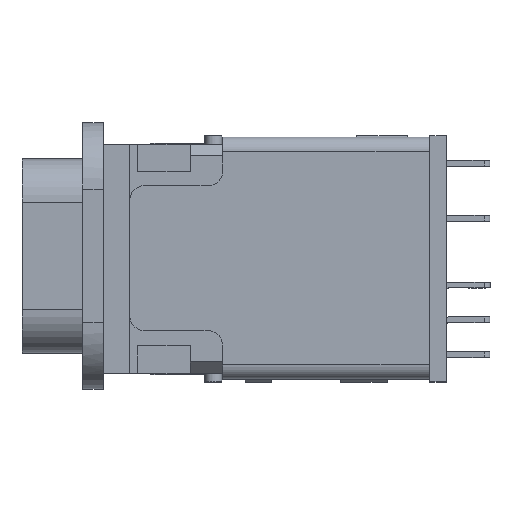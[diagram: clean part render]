
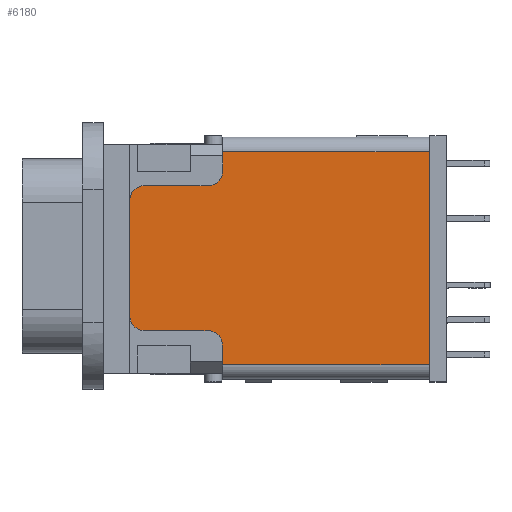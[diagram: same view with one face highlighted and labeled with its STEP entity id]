
A CAD part, top view. The second image highlights one B-rep face of the part: STEP entity #6180.
In plain terms, the highlighted planar face has unit normal (0, 0, 1).
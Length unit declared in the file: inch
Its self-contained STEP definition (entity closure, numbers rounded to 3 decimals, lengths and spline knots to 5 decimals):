
#534=FACE_OUTER_BOUND('',#858,.T.);
#858=EDGE_LOOP('',(#5271,#5272,#5273,#5274,#5275,#5276,#5277,#5278,#5279,
#5280,#5281,#5282));
#1059=CIRCLE('',#6624,0.01969);
#1061=CIRCLE('',#6628,0.01969);
#1063=CIRCLE('',#6632,0.01969);
#1079=CIRCLE('',#6664,0.01969);
#1675=LINE('',#9860,#2371);
#1679=LINE('',#9872,#2375);
#1683=LINE('',#9884,#2379);
#1688=LINE('',#9903,#2384);
#1723=LINE('',#10005,#2419);
#1724=LINE('',#10006,#2420);
#1725=LINE('',#10008,#2421);
#1726=LINE('',#10009,#2422);
#2371=VECTOR('',#8046,39.37008);
#2375=VECTOR('',#8058,39.37008);
#2379=VECTOR('',#8070,39.37008);
#2384=VECTOR('',#8087,39.37008);
#2419=VECTOR('',#8182,39.37008);
#2420=VECTOR('',#8183,39.37008);
#2421=VECTOR('',#8184,39.37008);
#2422=VECTOR('',#8185,39.37008);
#2977=VERTEX_POINT('',#9854);
#2979=VERTEX_POINT('',#9858);
#2980=VERTEX_POINT('',#9862);
#2983=VERTEX_POINT('',#9869);
#2984=VERTEX_POINT('',#9874);
#2987=VERTEX_POINT('',#9881);
#2988=VERTEX_POINT('',#9886);
#2995=VERTEX_POINT('',#9902);
#3026=VERTEX_POINT('',#9999);
#3027=VERTEX_POINT('',#10003);
#3028=VERTEX_POINT('',#10004);
#3029=VERTEX_POINT('',#10007);
#3780=EDGE_CURVE('',#2979,#2977,#1675,.T.);
#3783=EDGE_CURVE('',#2980,#2977,#1059,.T.);
#3786=EDGE_CURVE('',#2980,#2983,#1679,.T.);
#3789=EDGE_CURVE('',#2984,#2983,#1061,.T.);
#3792=EDGE_CURVE('',#2984,#2987,#1683,.T.);
#3795=EDGE_CURVE('',#2988,#2987,#1063,.T.);
#3801=EDGE_CURVE('',#2988,#2995,#1688,.T.);
#3850=EDGE_CURVE('',#2979,#3026,#1079,.T.);
#3851=EDGE_CURVE('',#3027,#3028,#1723,.T.);
#3852=EDGE_CURVE('',#2995,#3027,#1724,.T.);
#3853=EDGE_CURVE('',#3029,#3026,#1725,.T.);
#3854=EDGE_CURVE('',#3028,#3029,#1726,.T.);
#5271=ORIENTED_EDGE('',*,*,#3851,.F.);
#5272=ORIENTED_EDGE('',*,*,#3852,.F.);
#5273=ORIENTED_EDGE('',*,*,#3801,.F.);
#5274=ORIENTED_EDGE('',*,*,#3795,.T.);
#5275=ORIENTED_EDGE('',*,*,#3792,.F.);
#5276=ORIENTED_EDGE('',*,*,#3789,.T.);
#5277=ORIENTED_EDGE('',*,*,#3786,.F.);
#5278=ORIENTED_EDGE('',*,*,#3783,.T.);
#5279=ORIENTED_EDGE('',*,*,#3780,.F.);
#5280=ORIENTED_EDGE('',*,*,#3850,.T.);
#5281=ORIENTED_EDGE('',*,*,#3853,.F.);
#5282=ORIENTED_EDGE('',*,*,#3854,.F.);
#5899=PLANE('',#6665);
#6180=ADVANCED_FACE('',(#534),#5899,.T.);
#6624=AXIS2_PLACEMENT_3D('',#9866,#8052,#8053);
#6628=AXIS2_PLACEMENT_3D('',#9878,#8064,#8065);
#6632=AXIS2_PLACEMENT_3D('',#9890,#8076,#8077);
#6664=AXIS2_PLACEMENT_3D('',#10001,#8178,#8179);
#6665=AXIS2_PLACEMENT_3D('',#10002,#8180,#8181);
#8046=DIRECTION('',(-1.,0.,0.));
#8052=DIRECTION('center_axis',(0.,0.,1.));
#8053=DIRECTION('ref_axis',(-1.,0.,0.));
#8058=DIRECTION('',(0.,1.,0.));
#8064=DIRECTION('center_axis',(0.,0.,1.));
#8065=DIRECTION('ref_axis',(0.,1.,0.));
#8070=DIRECTION('',(1.,0.,0.));
#8076=DIRECTION('center_axis',(0.,0.,-1.));
#8077=DIRECTION('ref_axis',(1.,0.,0.));
#8087=DIRECTION('',(0.,1.,0.));
#8178=DIRECTION('center_axis',(0.,0.,-1.));
#8179=DIRECTION('ref_axis',(0.,1.,0.));
#8180=DIRECTION('center_axis',(0.,0.,1.));
#8181=DIRECTION('ref_axis',(0.,-1.,0.));
#8182=DIRECTION('',(0.,-1.,0.));
#8183=DIRECTION('',(1.,0.,0.));
#8184=DIRECTION('',(0.,1.,0.));
#8185=DIRECTION('',(-1.,0.,0.));
#9854=CARTESIAN_POINT('',(0.77047,-0.26417,0.));
#9858=CARTESIAN_POINT('',(0.85709,-0.26417,0.));
#9860=CARTESIAN_POINT('',(0.85709,-0.26417,0.));
#9862=CARTESIAN_POINT('',(0.75079,-0.24449,0.));
#9866=CARTESIAN_POINT('Origin',(0.77047,-0.24449,0.));
#9869=CARTESIAN_POINT('',(0.75079,-0.08701,0.));
#9872=CARTESIAN_POINT('',(0.75079,-0.24449,0.));
#9874=CARTESIAN_POINT('',(0.77047,-0.06732,0.));
#9878=CARTESIAN_POINT('Origin',(0.77047,-0.08701,0.));
#9881=CARTESIAN_POINT('',(0.85717,-0.06732,0.));
#9884=CARTESIAN_POINT('',(0.77047,-0.06732,0.));
#9886=CARTESIAN_POINT('',(0.87685,-0.04764,0.));
#9890=CARTESIAN_POINT('Origin',(0.85717,-0.04764,0.));
#9902=CARTESIAN_POINT('',(0.87685,-0.02087,0.));
#9903=CARTESIAN_POINT('',(0.87685,-0.04764,0.));
#9999=CARTESIAN_POINT('',(0.87677,-0.28386,0.));
#10001=CARTESIAN_POINT('Origin',(0.85709,-0.28386,0.));
#10002=CARTESIAN_POINT('Origin',(1.15748,-0.00906,
0.));
#10003=CARTESIAN_POINT('',(1.15748,-0.02087,0.));
#10004=CARTESIAN_POINT('',(1.15748,-0.31063,0.));
#10005=CARTESIAN_POINT('',(1.15748,-0.02087,0.));
#10006=CARTESIAN_POINT('',(0.87685,-0.02087,0.));
#10007=CARTESIAN_POINT('',(0.87677,-0.31063,0.));
#10008=CARTESIAN_POINT('',(0.87677,-0.31063,0.));
#10009=CARTESIAN_POINT('',(1.15748,-0.31063,0.));
